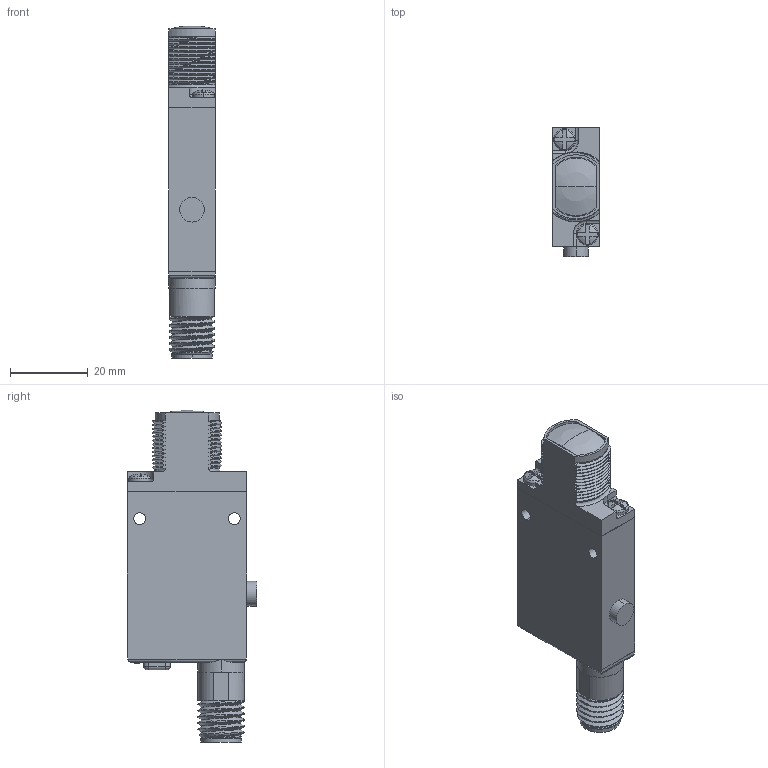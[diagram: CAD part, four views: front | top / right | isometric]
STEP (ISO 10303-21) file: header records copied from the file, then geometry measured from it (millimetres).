
FILE_DESCRIPTION((''),'2;1');
FILE_NAME('154486_SW','2011-01-10T',('banengservice'),('BANNER ENGINEERING'),'PRO/ENGINEER BY PARAMETRIC TECHNOLOGY CORPORATION, 2009141','PRO/ENGINEER BY PARAMETRIC TECHNOLOGY CORPORATION, 2009141','');
FILE_SCHEMA(('CONFIG_CONTROL_DESIGN'));
Length unit declared in the file: inch
Products named in the file (1): 154486_SW
Bounding box: 12.09 x 33.27 x 85.51 mm (x, y, z)
Volume: 8006.2 mm3; surface area: 14695.7 mm2
Topology: 1 solids, 3 shells, 730 faces, 1966 edges, 1273 vertices
Faces by surface type: plane 363, cylinder 212, bspline 107, cone 20, torus 18, sphere 10
Entity records: 33180 total; most frequent: CARTESIAN_POINT 15476, ORIENTED_EDGE 3928, DIRECTION 3300, EDGE_CURVE 1964, VERTEX_POINT 1273, VECTOR 1114, LINE 1114, AXIS2_PLACEMENT_3D 1093
